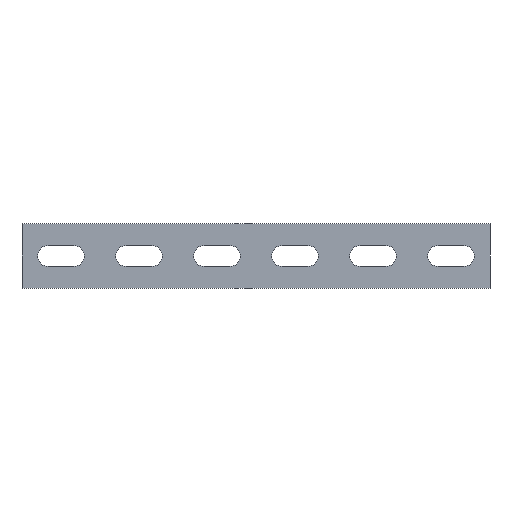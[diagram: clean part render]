
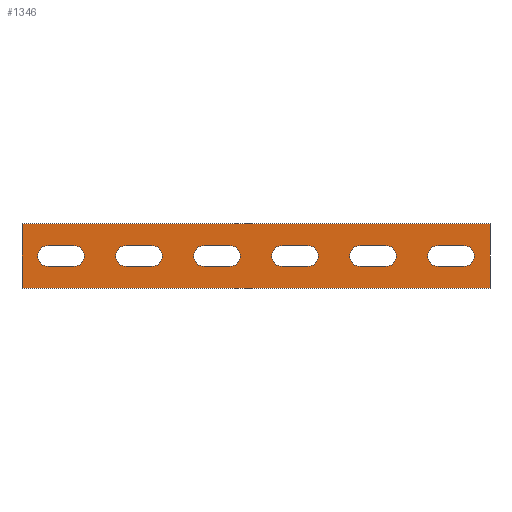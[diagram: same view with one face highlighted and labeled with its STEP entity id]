
A CAD part, front view. The second image highlights one B-rep face of the part: STEP entity #1346.
In plain terms, the highlighted planar face has unit normal (0, -1, 0).
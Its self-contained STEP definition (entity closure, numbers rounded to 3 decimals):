
#42=FACE_BOUND('',#188,.T.);
#43=FACE_BOUND('',#189,.T.);
#44=FACE_BOUND('',#190,.T.);
#45=FACE_BOUND('',#191,.T.);
#46=FACE_BOUND('',#192,.T.);
#47=FACE_BOUND('',#193,.T.);
#54=CIRCLE('',#1436,6.75);
#55=CIRCLE('',#1437,6.75);
#56=CIRCLE('',#1438,6.75);
#57=CIRCLE('',#1439,6.75);
#58=CIRCLE('',#1440,6.75);
#59=CIRCLE('',#1441,6.75);
#60=CIRCLE('',#1442,6.75);
#61=CIRCLE('',#1443,6.75);
#62=CIRCLE('',#1444,6.75);
#63=CIRCLE('',#1445,6.75);
#64=CIRCLE('',#1446,6.75);
#65=CIRCLE('',#1447,6.75);
#121=FACE_OUTER_BOUND('',#187,.T.);
#187=EDGE_LOOP('',(#890,#891,#892,#893));
#188=EDGE_LOOP('',(#894,#895,#896,#897));
#189=EDGE_LOOP('',(#898,#899,#900,#901));
#190=EDGE_LOOP('',(#902,#903,#904,#905));
#191=EDGE_LOOP('',(#906,#907,#908,#909));
#192=EDGE_LOOP('',(#910,#911,#912,#913));
#193=EDGE_LOOP('',(#914,#915,#916,#917));
#291=LINE('',#2009,#427);
#292=LINE('',#2012,#428);
#293=LINE('',#2014,#429);
#294=LINE('',#2015,#430);
#295=LINE('',#2020,#431);
#296=LINE('',#2023,#432);
#297=LINE('',#2028,#433);
#298=LINE('',#2031,#434);
#299=LINE('',#2036,#435);
#300=LINE('',#2039,#436);
#301=LINE('',#2044,#437);
#302=LINE('',#2047,#438);
#303=LINE('',#2052,#439);
#304=LINE('',#2055,#440);
#305=LINE('',#2060,#441);
#306=LINE('',#2063,#442);
#427=VECTOR('',#1607,10.);
#428=VECTOR('',#1610,10.);
#429=VECTOR('',#1611,10.);
#430=VECTOR('',#1612,10.);
#431=VECTOR('',#1615,10.);
#432=VECTOR('',#1618,10.);
#433=VECTOR('',#1621,10.);
#434=VECTOR('',#1624,10.);
#435=VECTOR('',#1627,10.);
#436=VECTOR('',#1630,10.);
#437=VECTOR('',#1633,10.);
#438=VECTOR('',#1636,10.);
#439=VECTOR('',#1639,10.);
#440=VECTOR('',#1642,10.);
#441=VECTOR('',#1645,10.);
#442=VECTOR('',#1648,10.);
#555=VERTEX_POINT('',#2003);
#557=VERTEX_POINT('',#2007);
#558=VERTEX_POINT('',#2011);
#559=VERTEX_POINT('',#2013);
#560=VERTEX_POINT('',#2016);
#561=VERTEX_POINT('',#2017);
#562=VERTEX_POINT('',#2019);
#563=VERTEX_POINT('',#2021);
#564=VERTEX_POINT('',#2024);
#565=VERTEX_POINT('',#2025);
#566=VERTEX_POINT('',#2027);
#567=VERTEX_POINT('',#2029);
#568=VERTEX_POINT('',#2032);
#569=VERTEX_POINT('',#2033);
#570=VERTEX_POINT('',#2035);
#571=VERTEX_POINT('',#2037);
#572=VERTEX_POINT('',#2040);
#573=VERTEX_POINT('',#2041);
#574=VERTEX_POINT('',#2043);
#575=VERTEX_POINT('',#2045);
#576=VERTEX_POINT('',#2048);
#577=VERTEX_POINT('',#2049);
#578=VERTEX_POINT('',#2051);
#579=VERTEX_POINT('',#2053);
#580=VERTEX_POINT('',#2056);
#581=VERTEX_POINT('',#2057);
#582=VERTEX_POINT('',#2059);
#583=VERTEX_POINT('',#2061);
#691=EDGE_CURVE('',#555,#557,#291,.T.);
#692=EDGE_CURVE('',#557,#558,#292,.T.);
#693=EDGE_CURVE('',#559,#558,#293,.T.);
#694=EDGE_CURVE('',#555,#559,#294,.T.);
#695=EDGE_CURVE('',#560,#561,#54,.T.);
#696=EDGE_CURVE('',#561,#562,#295,.T.);
#697=EDGE_CURVE('',#562,#563,#55,.T.);
#698=EDGE_CURVE('',#563,#560,#296,.T.);
#699=EDGE_CURVE('',#564,#565,#56,.T.);
#700=EDGE_CURVE('',#565,#566,#297,.T.);
#701=EDGE_CURVE('',#566,#567,#57,.T.);
#702=EDGE_CURVE('',#567,#564,#298,.T.);
#703=EDGE_CURVE('',#568,#569,#58,.T.);
#704=EDGE_CURVE('',#569,#570,#299,.T.);
#705=EDGE_CURVE('',#570,#571,#59,.T.);
#706=EDGE_CURVE('',#571,#568,#300,.T.);
#707=EDGE_CURVE('',#572,#573,#60,.T.);
#708=EDGE_CURVE('',#573,#574,#301,.T.);
#709=EDGE_CURVE('',#574,#575,#61,.T.);
#710=EDGE_CURVE('',#575,#572,#302,.T.);
#711=EDGE_CURVE('',#576,#577,#62,.T.);
#712=EDGE_CURVE('',#577,#578,#303,.T.);
#713=EDGE_CURVE('',#578,#579,#63,.T.);
#714=EDGE_CURVE('',#579,#576,#304,.T.);
#715=EDGE_CURVE('',#580,#581,#64,.T.);
#716=EDGE_CURVE('',#581,#582,#305,.T.);
#717=EDGE_CURVE('',#582,#583,#65,.T.);
#718=EDGE_CURVE('',#583,#580,#306,.T.);
#890=ORIENTED_EDGE('',*,*,#691,.T.);
#891=ORIENTED_EDGE('',*,*,#692,.T.);
#892=ORIENTED_EDGE('',*,*,#693,.F.);
#893=ORIENTED_EDGE('',*,*,#694,.F.);
#894=ORIENTED_EDGE('',*,*,#695,.T.);
#895=ORIENTED_EDGE('',*,*,#696,.T.);
#896=ORIENTED_EDGE('',*,*,#697,.T.);
#897=ORIENTED_EDGE('',*,*,#698,.T.);
#898=ORIENTED_EDGE('',*,*,#699,.T.);
#899=ORIENTED_EDGE('',*,*,#700,.T.);
#900=ORIENTED_EDGE('',*,*,#701,.T.);
#901=ORIENTED_EDGE('',*,*,#702,.T.);
#902=ORIENTED_EDGE('',*,*,#703,.T.);
#903=ORIENTED_EDGE('',*,*,#704,.T.);
#904=ORIENTED_EDGE('',*,*,#705,.T.);
#905=ORIENTED_EDGE('',*,*,#706,.T.);
#906=ORIENTED_EDGE('',*,*,#707,.T.);
#907=ORIENTED_EDGE('',*,*,#708,.T.);
#908=ORIENTED_EDGE('',*,*,#709,.T.);
#909=ORIENTED_EDGE('',*,*,#710,.T.);
#910=ORIENTED_EDGE('',*,*,#711,.T.);
#911=ORIENTED_EDGE('',*,*,#712,.T.);
#912=ORIENTED_EDGE('',*,*,#713,.T.);
#913=ORIENTED_EDGE('',*,*,#714,.T.);
#914=ORIENTED_EDGE('',*,*,#715,.T.);
#915=ORIENTED_EDGE('',*,*,#716,.T.);
#916=ORIENTED_EDGE('',*,*,#717,.T.);
#917=ORIENTED_EDGE('',*,*,#718,.T.);
#1241=PLANE('',#1435);
#1346=ADVANCED_FACE('',(#121,#42,#43,#44,#45,#46,#47),#1241,.T.);
#1435=AXIS2_PLACEMENT_3D('',#2010,#1608,#1609);
#1436=AXIS2_PLACEMENT_3D('',#2018,#1613,#1614);
#1437=AXIS2_PLACEMENT_3D('',#2022,#1616,#1617);
#1438=AXIS2_PLACEMENT_3D('',#2026,#1619,#1620);
#1439=AXIS2_PLACEMENT_3D('',#2030,#1622,#1623);
#1440=AXIS2_PLACEMENT_3D('',#2034,#1625,#1626);
#1441=AXIS2_PLACEMENT_3D('',#2038,#1628,#1629);
#1442=AXIS2_PLACEMENT_3D('',#2042,#1631,#1632);
#1443=AXIS2_PLACEMENT_3D('',#2046,#1634,#1635);
#1444=AXIS2_PLACEMENT_3D('',#2050,#1637,#1638);
#1445=AXIS2_PLACEMENT_3D('',#2054,#1640,#1641);
#1446=AXIS2_PLACEMENT_3D('',#2058,#1643,#1644);
#1447=AXIS2_PLACEMENT_3D('',#2062,#1646,#1647);
#1607=DIRECTION('',(-1.,0.,0.));
#1608=DIRECTION('center_axis',(0.,-1.,0.));
#1609=DIRECTION('ref_axis',(0.,0.,-1.));
#1610=DIRECTION('',(0.,0.,-1.));
#1611=DIRECTION('',(-1.,0.,0.));
#1612=DIRECTION('',(0.,0.,-1.));
#1613=DIRECTION('center_axis',(0.,1.,0.));
#1614=DIRECTION('ref_axis',(0.,0.,-1.));
#1615=DIRECTION('',(1.,0.,0.));
#1616=DIRECTION('center_axis',(0.,1.,0.));
#1617=DIRECTION('ref_axis',(0.,0.,1.));
#1618=DIRECTION('',(-1.,0.,0.));
#1619=DIRECTION('center_axis',(0.,1.,0.));
#1620=DIRECTION('ref_axis',(0.,0.,-1.));
#1621=DIRECTION('',(1.,0.,0.));
#1622=DIRECTION('center_axis',(0.,1.,0.));
#1623=DIRECTION('ref_axis',(0.,0.,1.));
#1624=DIRECTION('',(-1.,0.,0.));
#1625=DIRECTION('center_axis',(0.,1.,0.));
#1626=DIRECTION('ref_axis',(0.,0.,-1.));
#1627=DIRECTION('',(1.,0.,0.));
#1628=DIRECTION('center_axis',(0.,1.,0.));
#1629=DIRECTION('ref_axis',(0.,0.,1.));
#1630=DIRECTION('',(-1.,0.,0.));
#1631=DIRECTION('center_axis',(0.,1.,0.));
#1632=DIRECTION('ref_axis',(0.,0.,-1.));
#1633=DIRECTION('',(1.,0.,0.));
#1634=DIRECTION('center_axis',(0.,1.,0.));
#1635=DIRECTION('ref_axis',(0.,0.,1.));
#1636=DIRECTION('',(-1.,0.,0.));
#1637=DIRECTION('center_axis',(0.,1.,0.));
#1638=DIRECTION('ref_axis',(0.,0.,-1.));
#1639=DIRECTION('',(1.,0.,0.));
#1640=DIRECTION('center_axis',(0.,1.,0.));
#1641=DIRECTION('ref_axis',(0.,0.,1.));
#1642=DIRECTION('',(-1.,0.,0.));
#1643=DIRECTION('center_axis',(0.,1.,0.));
#1644=DIRECTION('ref_axis',(0.,0.,-1.));
#1645=DIRECTION('',(1.,0.,0.));
#1646=DIRECTION('center_axis',(0.,1.,0.));
#1647=DIRECTION('ref_axis',(0.,0.,1.));
#1648=DIRECTION('',(-1.,0.,0.));
#2003=CARTESIAN_POINT('',(300.,-20.5,20.65));
#2007=CARTESIAN_POINT('',(0.,-20.5,20.65));
#2009=CARTESIAN_POINT('',(0.,-20.5,20.65));
#2010=CARTESIAN_POINT('Origin',(0.,-20.5,17.65));
#2011=CARTESIAN_POINT('',(0.,-20.5,-20.65));
#2012=CARTESIAN_POINT('',(0.,-20.5,17.65));
#2013=CARTESIAN_POINT('',(300.,-20.5,-20.65));
#2014=CARTESIAN_POINT('',(0.,-20.5,-20.65));
#2015=CARTESIAN_POINT('',(300.,-20.5,17.65));
#2016=CARTESIAN_POINT('',(216.75,-20.5,-6.75));
#2017=CARTESIAN_POINT('',(216.75,-20.5,6.75));
#2018=CARTESIAN_POINT('Origin',(216.75,-20.5,0.));
#2019=CARTESIAN_POINT('',(233.25,-20.5,6.75));
#2020=CARTESIAN_POINT('',(108.375,-20.5,6.75));
#2021=CARTESIAN_POINT('',(233.25,-20.5,-6.75));
#2022=CARTESIAN_POINT('Origin',(233.25,-20.5,0.));
#2023=CARTESIAN_POINT('',(116.625,-20.5,-6.75));
#2024=CARTESIAN_POINT('',(116.75,-20.5,-6.75));
#2025=CARTESIAN_POINT('',(116.75,-20.5,6.75));
#2026=CARTESIAN_POINT('Origin',(116.75,-20.5,0.));
#2027=CARTESIAN_POINT('',(133.25,-20.5,6.75));
#2028=CARTESIAN_POINT('',(58.375,-20.5,6.75));
#2029=CARTESIAN_POINT('',(133.25,-20.5,-6.75));
#2030=CARTESIAN_POINT('Origin',(133.25,-20.5,0.));
#2031=CARTESIAN_POINT('',(66.625,-20.5,-6.75));
#2032=CARTESIAN_POINT('',(16.75,-20.5,-6.75));
#2033=CARTESIAN_POINT('',(16.75,-20.5,6.75));
#2034=CARTESIAN_POINT('Origin',(16.75,-20.5,0.));
#2035=CARTESIAN_POINT('',(33.25,-20.5,6.75));
#2036=CARTESIAN_POINT('',(8.375,-20.5,6.75));
#2037=CARTESIAN_POINT('',(33.25,-20.5,-6.75));
#2038=CARTESIAN_POINT('Origin',(33.25,-20.5,0.));
#2039=CARTESIAN_POINT('',(16.625,-20.5,-6.75));
#2040=CARTESIAN_POINT('',(66.75,-20.5,-6.75));
#2041=CARTESIAN_POINT('',(66.75,-20.5,6.75));
#2042=CARTESIAN_POINT('Origin',(66.75,-20.5,0.));
#2043=CARTESIAN_POINT('',(83.25,-20.5,6.75));
#2044=CARTESIAN_POINT('',(33.375,-20.5,6.75));
#2045=CARTESIAN_POINT('',(83.25,-20.5,-6.75));
#2046=CARTESIAN_POINT('Origin',(83.25,-20.5,0.));
#2047=CARTESIAN_POINT('',(41.625,-20.5,-6.75));
#2048=CARTESIAN_POINT('',(166.75,-20.5,-6.75));
#2049=CARTESIAN_POINT('',(166.75,-20.5,6.75));
#2050=CARTESIAN_POINT('Origin',(166.75,-20.5,0.));
#2051=CARTESIAN_POINT('',(183.25,-20.5,6.75));
#2052=CARTESIAN_POINT('',(83.375,-20.5,6.75));
#2053=CARTESIAN_POINT('',(183.25,-20.5,-6.75));
#2054=CARTESIAN_POINT('Origin',(183.25,-20.5,0.));
#2055=CARTESIAN_POINT('',(91.625,-20.5,-6.75));
#2056=CARTESIAN_POINT('',(266.75,-20.5,-6.75));
#2057=CARTESIAN_POINT('',(266.75,-20.5,6.75));
#2058=CARTESIAN_POINT('Origin',(266.75,-20.5,0.));
#2059=CARTESIAN_POINT('',(283.25,-20.5,6.75));
#2060=CARTESIAN_POINT('',(133.375,-20.5,6.75));
#2061=CARTESIAN_POINT('',(283.25,-20.5,-6.75));
#2062=CARTESIAN_POINT('Origin',(283.25,-20.5,0.));
#2063=CARTESIAN_POINT('',(141.625,-20.5,-6.75));
